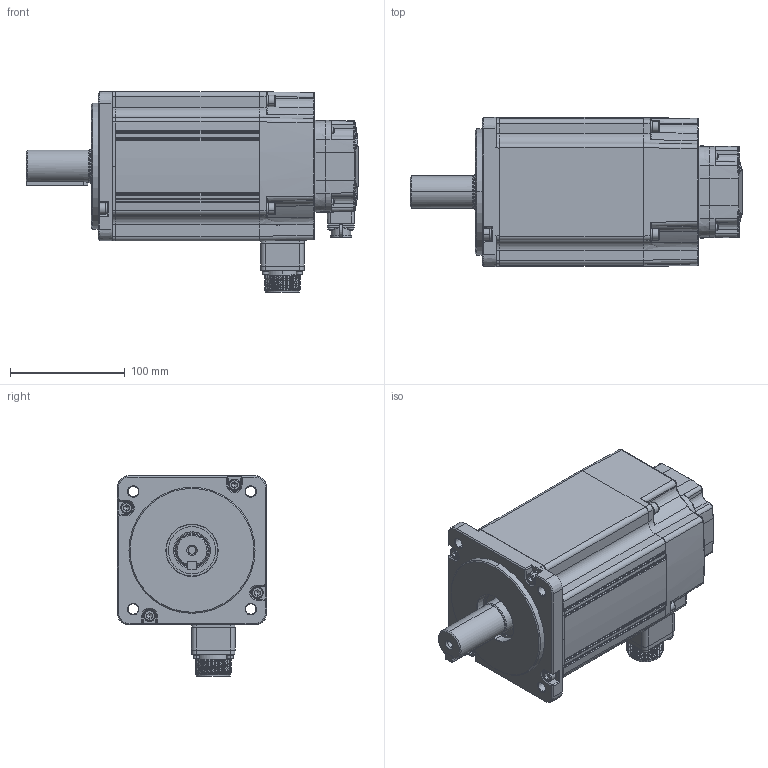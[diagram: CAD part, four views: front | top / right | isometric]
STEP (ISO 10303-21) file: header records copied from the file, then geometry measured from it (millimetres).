
FILE_DESCRIPTION (( 'STEP AP214' ), '1' );
FILE_NAME ('EM3A-30(±§Õ¢).STEP', '2021-04-29T03:22:01', ( '' ), ( '' ), 'SwSTEP 2.0', 'SolidWorks 2018', '' );
FILE_SCHEMA (( 'AUTOMOTIVE_DESIGN' ));
Length unit declared in the file: millimetre
Products named in the file (2): EM3A-30(惕掅)
Bounding box: 289.5 x 130 x 174.95 mm (x, y, z)
Surface area: 177397.5 mm2 (no closed solid volume)
Topology: 0 solids, 64 shells, 1040 faces, 3442 edges, 2389 vertices
Faces by surface type: plane 314, cylinder 294, bspline 182, cone 155, torus 60, sphere 35
Entity records: 56607 total; most frequent: CARTESIAN_POINT 17006, DIRECTION 5669, ORIENTED_EDGE 5600, EDGE_CURVE 3396, VERTEX_POINT 2386, AXIS2_PLACEMENT_3D 2146, VECTOR 1377, LINE 1377
